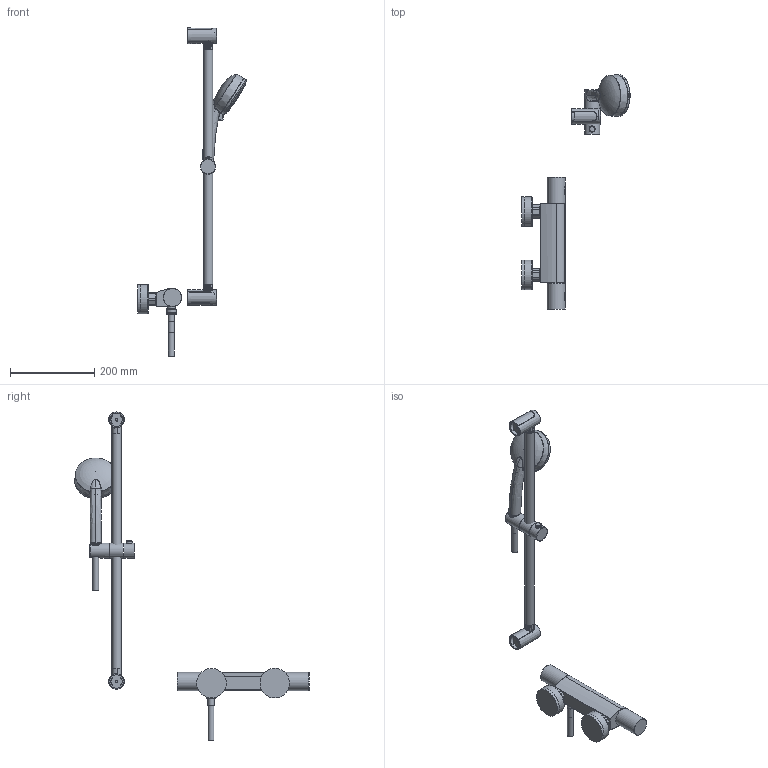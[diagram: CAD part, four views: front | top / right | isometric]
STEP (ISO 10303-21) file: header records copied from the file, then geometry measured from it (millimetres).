
FILE_DESCRIPTION(/* description */ ('Unknown'),/* implementation_level */ '2;1');
FILE_NAME(/* name */ '34783000',/* time_stamp */ '2022-09-08T14:25:49+02:00',/* author */ ('Unknown'),/* organization */ ('GROHE AG'),/* preprocessor_version */ 'ST-DEVELOPER v16.7',/* originating_system */ 'DEX',/* authorisation */ $);
FILE_SCHEMA (('AUTOMOTIVE_DESIGN {1 0 10303 214 3 1 1}'));
Products named in the file (28): 34783000; trim_sur; 34783000_0; 34783000_1; 34783000_2; 34783000_3; 34783000_4; 34783000_5; 34783000_6; 34783000_7; 34783000_8; 34783000_9; 34783000_10; 34783000_11; 34783000_12; 34783000_13; 34783000_14; 34783000_15; 34783000_16; 34783000_17; 34783000_18; 34783000_19; 34783000_20; 34783000_21; 34783000_22; 34783000_23; 34783000_24
Assembly tree (27 placements, depth 2):
  34783000
    34783000
    trim_sur
    34783000_0
    34783000_1
    34783000_2
    34783000_3
    34783000_4
    34783000_5
    34783000_6
    34783000_7
    34783000_8
    34783000_9
    34783000_10
    34783000_11
    34783000_12
    34783000_13
    34783000_14
    34783000_15
    34783000_16
    34783000_17
    34783000_18
    34783000_19
    34783000_20
    34783000_21
    34783000_22
    34783000_23
    34783000_24
Bounding box: 256.66 x 555.57 x 777.51 mm (x, y, z)
Volume: 1589481.6 mm3; surface area: 341408.8 mm2
Topology: 29 solids, 36 shells, 1304 faces, 3265 edges, 2066 vertices
Faces by surface type: plane 380, cylinder 368, bspline 283, cone 131, torus 114, sphere 28
Full cylindrical faces by diameter (mm): 2.8 x51, 6 x2, 10.8 x2, 13.5 x2, 13.8 x2, 14 x1, 14.4 x2, 14.7 x2, 15 x1, 16 x2, 17.996 x4, 18 x1, 18.2 x1, 18.4 x1, 19.9 x1, 20 x2, 20.955 x1, 20.96 x1, 21 x3, 22 x1, 22.6 x1, 23 x1, 23.6 x1, 24 x1, 25 x1, 28 x2, 31.8 x2, 32 x1, 34.6 x1, 35 x1
Entity records: 50596 total; most frequent: CARTESIAN_POINT 21812, ORIENTED_EDGE 5990, DIRECTION 5055, EDGE_CURVE 2995, AXIS2_PLACEMENT_3D 2133, VERTEX_POINT 1967, FACE_BOUND 1526, EDGE_LOOP 1524
